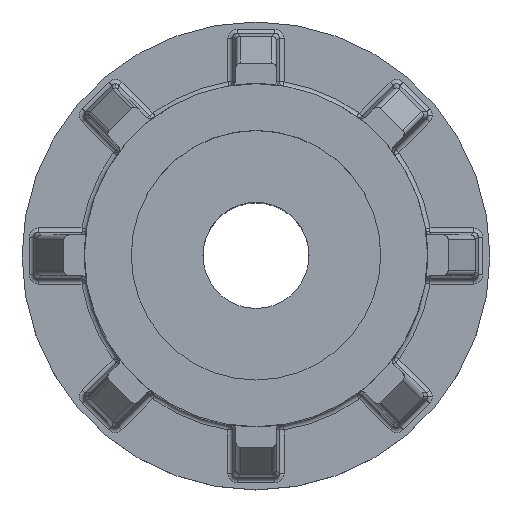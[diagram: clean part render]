
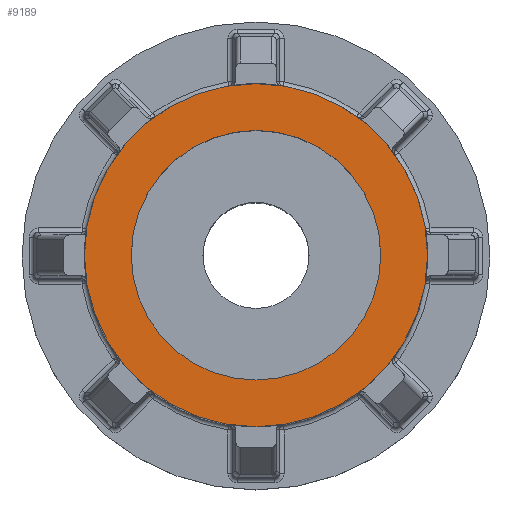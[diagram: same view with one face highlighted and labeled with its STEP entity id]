
A CAD part, top view. The second image highlights one B-rep face of the part: STEP entity #9189.
In plain terms, the highlighted planar face has unit normal (0, 0, 1).
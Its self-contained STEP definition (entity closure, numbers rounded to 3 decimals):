
#176 = DIRECTION ( 'NONE',  ( 1., 0., 0. ) ) ;
#416 = EDGE_CURVE ( 'NONE', #4291, #8273, #6427, .T. ) ;
#603 = CARTESIAN_POINT ( 'NONE',  ( 0., 0., 33. ) ) ;
#951 = CARTESIAN_POINT ( 'NONE',  ( -8., 0., 33. ) ) ;
#993 = DIRECTION ( 'NONE',  ( 1., 0., 0. ) ) ;
#1002 = CARTESIAN_POINT ( 'NONE',  ( 8., 0., 33. ) ) ;
#1010 = CARTESIAN_POINT ( 'NONE',  ( 11., 0., 33. ) ) ;
#1184 = EDGE_CURVE ( 'NONE', #1293, #1246, #3924, .T. ) ;
#1246 = VERTEX_POINT ( 'NONE', #951 ) ;
#1293 = VERTEX_POINT ( 'NONE', #1002 ) ;
#1324 = DIRECTION ( 'NONE',  ( 1., 0., 0. ) ) ;
#1552 = DIRECTION ( 'NONE',  ( 1., 0., 0. ) ) ;
#1680 = AXIS2_PLACEMENT_3D ( 'NONE', #6735, #2372, #7473 ) ;
#1903 = AXIS2_PLACEMENT_3D ( 'NONE', #8890, #4554, #176 ) ;
#1920 = CARTESIAN_POINT ( 'NONE',  ( -11., 0., 33. ) ) ;
#2081 = AXIS2_PLACEMENT_3D ( 'NONE', #603, #5720, #1324 ) ;
#2372 = DIRECTION ( 'NONE',  ( 0., 0., 1. ) ) ;
#2721 = FACE_OUTER_BOUND ( 'NONE', #2907, .T. ) ;
#2789 = CIRCLE ( 'NONE', #2081, 11. ) ;
#2907 = EDGE_LOOP ( 'NONE', ( #3216, #8670 ) ) ;
#2954 = FACE_BOUND ( 'NONE', #9429, .T. ) ;
#3170 = CARTESIAN_POINT ( 'NONE',  ( 0., 0., 33. ) ) ;
#3216 = ORIENTED_EDGE ( 'NONE', *, *, #416, .T. ) ;
#3405 = AXIS2_PLACEMENT_3D ( 'NONE', #6474, #7767, #1552 ) ;
#3924 = CIRCLE ( 'NONE', #1680, 8. ) ;
#4051 = EDGE_CURVE ( 'NONE', #1246, #1293, #8163, .T. ) ;
#4291 = VERTEX_POINT ( 'NONE', #1920 ) ;
#4554 = DIRECTION ( 'NONE',  ( 0., 0., 1. ) ) ;
#4662 = PLANE ( 'NONE',  #8872 ) ;
#5386 = DIRECTION ( 'NONE',  ( 0., 0., 1. ) ) ;
#5720 = DIRECTION ( 'NONE',  ( 0., 0., 1. ) ) ;
#6010 = ORIENTED_EDGE ( 'NONE', *, *, #1184, .F. ) ;
#6427 = CIRCLE ( 'NONE', #3405, 11. ) ;
#6474 = CARTESIAN_POINT ( 'NONE',  ( 0., 0., 33. ) ) ;
#6735 = CARTESIAN_POINT ( 'NONE',  ( 0., 0., 33. ) ) ;
#6795 = ORIENTED_EDGE ( 'NONE', *, *, #4051, .F. ) ;
#7473 = DIRECTION ( 'NONE',  ( 1., 0., 0. ) ) ;
#7767 = DIRECTION ( 'NONE',  ( 0., 0., 1. ) ) ;
#8163 = CIRCLE ( 'NONE', #1903, 8. ) ;
#8273 = VERTEX_POINT ( 'NONE', #1010 ) ;
#8489 = EDGE_CURVE ( 'NONE', #8273, #4291, #2789, .T. ) ;
#8670 = ORIENTED_EDGE ( 'NONE', *, *, #8489, .T. ) ;
#8872 = AXIS2_PLACEMENT_3D ( 'NONE', #3170, #5386, #993 ) ;
#8890 = CARTESIAN_POINT ( 'NONE',  ( 0., 0., 33. ) ) ;
#9189 = ADVANCED_FACE ( 'NONE', ( #2954, #2721 ), #4662, .T. ) ;
#9429 = EDGE_LOOP ( 'NONE', ( #6795, #6010 ) ) ;
